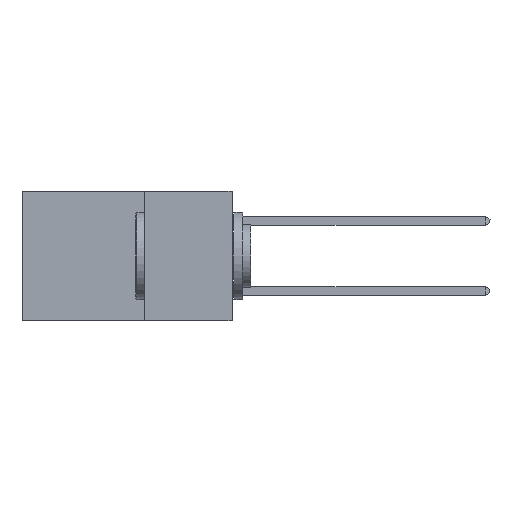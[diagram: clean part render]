
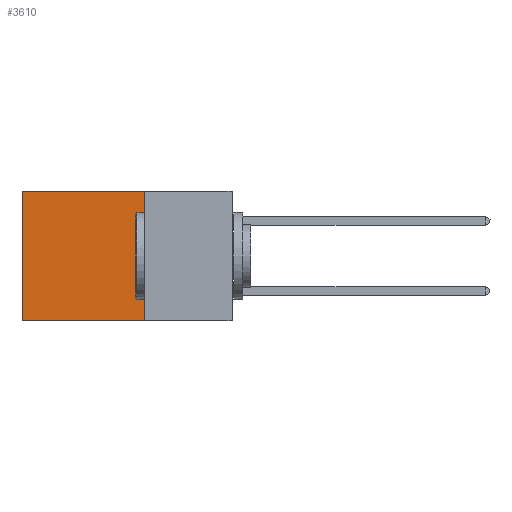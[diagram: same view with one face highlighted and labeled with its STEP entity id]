
A CAD part, left-side view. The second image highlights one B-rep face of the part: STEP entity #3610.
In plain terms, the highlighted planar face has unit normal (-1, 0, 0).
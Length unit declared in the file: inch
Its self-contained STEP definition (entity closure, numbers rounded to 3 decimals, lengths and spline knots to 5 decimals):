
#330 = CARTESIAN_POINT ( 'NONE',  ( 0.2875, 0.6, 0. ) ) ;
#784 = DIRECTION ( 'NONE',  ( 0., 1., 0. ) ) ;
#1430 = CARTESIAN_POINT ( 'NONE',  ( 0.2875, 0.25, 0. ) ) ;
#2389 = LINE ( 'NONE', #18145, #27275 ) ;
#3610 = ADVANCED_FACE ( 'NONE', ( #22110 ), #30764, .F. ) ;
#3634 = DIRECTION ( 'NONE',  ( 0., 1., 0. ) ) ;
#4113 = VERTEX_POINT ( 'NONE', #330 ) ;
#4223 = CARTESIAN_POINT ( 'NONE',  ( 0.2875, 0.25, 0. ) ) ;
#5156 = CARTESIAN_POINT ( 'NONE',  ( 0.2875, 0.6, 0. ) ) ;
#5653 = VECTOR ( 'NONE', #784, 39.37008 ) ;
#9866 = CARTESIAN_POINT ( 'NONE',  ( 0.2875, 0.25, -0.37 ) ) ;
#10284 = EDGE_CURVE ( 'NONE', #4113, #33245, #13562, .T. ) ;
#11503 = AXIS2_PLACEMENT_3D ( 'NONE', #4223, #38182, #34473 ) ;
#11702 = DIRECTION ( 'NONE',  ( 0., 0., -1. ) ) ;
#13562 = LINE ( 'NONE', #5156, #27763 ) ;
#15756 = LINE ( 'NONE', #34723, #5653 ) ;
#18005 = DIRECTION ( 'NONE',  ( 0., 0., -1. ) ) ;
#18091 = ORIENTED_EDGE ( 'NONE', *, *, #26253, .T. ) ;
#18145 = CARTESIAN_POINT ( 'NONE',  ( 0.2875, 0.25, 0. ) ) ;
#18930 = VERTEX_POINT ( 'NONE', #9866 ) ;
#22110 = FACE_OUTER_BOUND ( 'NONE', #26105, .T. ) ;
#23437 = ORIENTED_EDGE ( 'NONE', *, *, #41186, .F. ) ;
#24363 = EDGE_CURVE ( 'NONE', #42437, #18930, #2389, .T. ) ;
#25508 = VECTOR ( 'NONE', #3634, 39.37008 ) ;
#26105 = EDGE_LOOP ( 'NONE', ( #33448, #23437, #30875, #18091 ) ) ;
#26253 = EDGE_CURVE ( 'NONE', #42437, #4113, #32948, .T. ) ;
#27275 = VECTOR ( 'NONE', #18005, 39.37008 ) ;
#27763 = VECTOR ( 'NONE', #11702, 39.37008 ) ;
#30764 = PLANE ( 'NONE',  #11503 ) ;
#30875 = ORIENTED_EDGE ( 'NONE', *, *, #24363, .F. ) ;
#32948 = LINE ( 'NONE', #1430, #25508 ) ;
#33245 = VERTEX_POINT ( 'NONE', #36415 ) ;
#33448 = ORIENTED_EDGE ( 'NONE', *, *, #10284, .T. ) ;
#34473 = DIRECTION ( 'NONE',  ( 0., 0., -1. ) ) ;
#34723 = CARTESIAN_POINT ( 'NONE',  ( 0.2875, 0.25, -0.37 ) ) ;
#36415 = CARTESIAN_POINT ( 'NONE',  ( 0.2875, 0.6, -0.37 ) ) ;
#38182 = DIRECTION ( 'NONE',  ( 1., 0., 0. ) ) ;
#39383 = CARTESIAN_POINT ( 'NONE',  ( 0.2875, 0.25, 0. ) ) ;
#41186 = EDGE_CURVE ( 'NONE', #18930, #33245, #15756, .T. ) ;
#42437 = VERTEX_POINT ( 'NONE', #39383 ) ;
